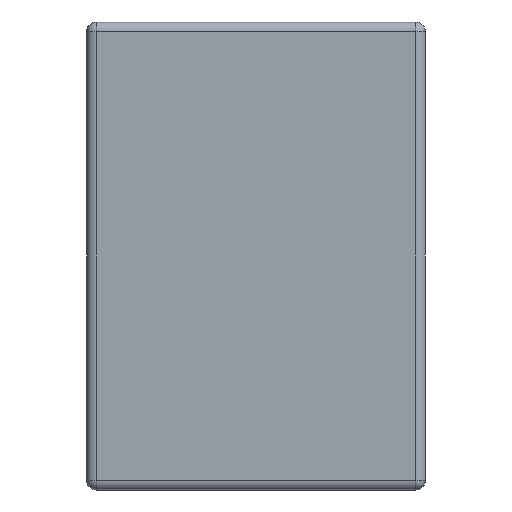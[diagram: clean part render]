
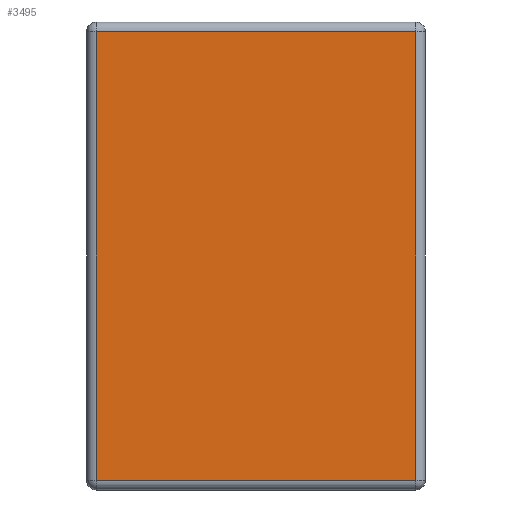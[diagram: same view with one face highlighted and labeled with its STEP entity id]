
A CAD part, left-side view. The second image highlights one B-rep face of the part: STEP entity #3495.
In plain terms, the highlighted planar face has unit normal (-1, 0, 0).
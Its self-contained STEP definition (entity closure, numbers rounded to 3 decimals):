
#107 = LINE ( 'NONE', #918, #2845 ) ;
#123 = CARTESIAN_POINT ( 'NONE',  ( 0., 0.03, -0.03 ) ) ;
#158 = VECTOR ( 'NONE', #3270, 1000. ) ;
#170 = CARTESIAN_POINT ( 'NONE',  ( 0., 1.02, -1.45 ) ) ;
#199 = PLANE ( 'NONE',  #4298 ) ;
#443 = LINE ( 'NONE', #170, #1351 ) ;
#715 = CARTESIAN_POINT ( 'NONE',  ( 0., 0., -1.42 ) ) ;
#918 = CARTESIAN_POINT ( 'NONE',  ( 0., 1.05, -0.03 ) ) ;
#1288 = DIRECTION ( 'NONE',  ( 0., 1., 0. ) ) ;
#1306 = VERTEX_POINT ( 'NONE', #123 ) ;
#1344 = ORIENTED_EDGE ( 'NONE', *, *, #3673, .T. ) ;
#1351 = VECTOR ( 'NONE', #3049, 1000. ) ;
#1452 = CARTESIAN_POINT ( 'NONE',  ( 0., 1.02, -1.42 ) ) ;
#1643 = CARTESIAN_POINT ( 'NONE',  ( 0., 1.02, -0.03 ) ) ;
#1688 = DIRECTION ( 'NONE',  ( 0., 0., 1. ) ) ;
#1716 = EDGE_CURVE ( 'NONE', #4519, #1306, #3823, .T. ) ;
#1813 = EDGE_CURVE ( 'NONE', #1306, #4484, #107, .T. ) ;
#1879 = EDGE_CURVE ( 'NONE', #4484, #4249, #443, .T. ) ;
#2022 = CARTESIAN_POINT ( 'NONE',  ( 0., 0., 0. ) ) ;
#2099 = EDGE_LOOP ( 'NONE', ( #1344, #4058, #3677, #2967 ) ) ;
#2271 = VECTOR ( 'NONE', #3580, 1000. ) ;
#2724 = FACE_OUTER_BOUND ( 'NONE', #2099, .T. ) ;
#2845 = VECTOR ( 'NONE', #1288, 1000. ) ;
#2853 = CARTESIAN_POINT ( 'NONE',  ( 0., 0.03, 0. ) ) ;
#2967 = ORIENTED_EDGE ( 'NONE', *, *, #1879, .T. ) ;
#3049 = DIRECTION ( 'NONE',  ( 0., 0., -1. ) ) ;
#3270 = DIRECTION ( 'NONE',  ( 0., 0., 1. ) ) ;
#3495 = ADVANCED_FACE ( 'NONE', ( #2724 ), #199, .T. ) ;
#3580 = DIRECTION ( 'NONE',  ( 0., -1., 0. ) ) ;
#3583 = CARTESIAN_POINT ( 'NONE',  ( 0., 0.03, -1.42 ) ) ;
#3673 = EDGE_CURVE ( 'NONE', #4249, #4519, #4307, .T. ) ;
#3677 = ORIENTED_EDGE ( 'NONE', *, *, #1813, .T. ) ;
#3823 = LINE ( 'NONE', #2853, #158 ) ;
#4058 = ORIENTED_EDGE ( 'NONE', *, *, #1716, .T. ) ;
#4249 = VERTEX_POINT ( 'NONE', #1452 ) ;
#4298 = AXIS2_PLACEMENT_3D ( 'NONE', #2022, #4579, #1688 ) ;
#4307 = LINE ( 'NONE', #715, #2271 ) ;
#4484 = VERTEX_POINT ( 'NONE', #1643 ) ;
#4519 = VERTEX_POINT ( 'NONE', #3583 ) ;
#4579 = DIRECTION ( 'NONE',  ( -1., 0., 0. ) ) ;
